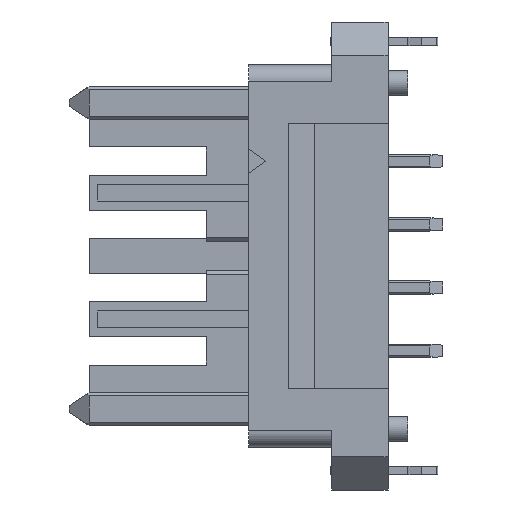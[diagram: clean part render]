
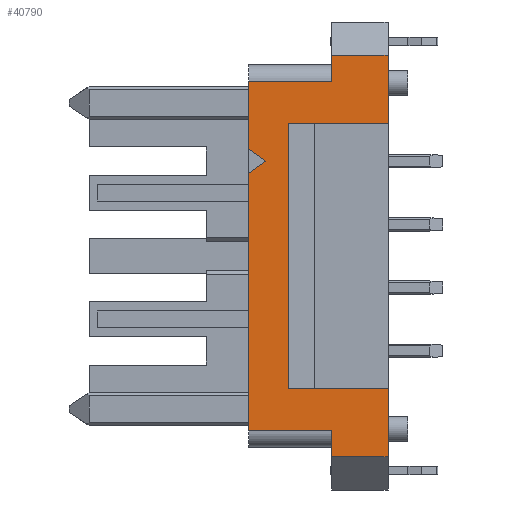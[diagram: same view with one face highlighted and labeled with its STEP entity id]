
A CAD part, left-side view. The second image highlights one B-rep face of the part: STEP entity #40790.
In plain terms, the highlighted planar face has unit normal (-1, 0, 0).
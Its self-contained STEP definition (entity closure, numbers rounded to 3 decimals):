
#5600=CARTESIAN_POINT('',(-11.523,15.631,-32.198));
#5610=VERTEX_POINT('',#5600);
#5780=CARTESIAN_POINT('',(-11.523,16.681,-31.448));
#5790=VERTEX_POINT('',#5780);
#5820=CARTESIAN_POINT('',(-11.523,23.781,-26.376));
#5830=DIRECTION('',(0.,-0.814,
-0.581));
#5840=VECTOR('',#5830,1.);
#5850=LINE('',#5820,#5840);
#5860=EDGE_CURVE('',#5790,#5610,#5850,.T.);
#6720=CARTESIAN_POINT('',(-11.523,16.681,-27.398));
#6730=VERTEX_POINT('',#6720);
#6910=CARTESIAN_POINT('',(-11.523,11.681,-27.398));
#6920=VERTEX_POINT('',#6910);
#6950=CARTESIAN_POINT('',(-11.523,23.781,-27.398));
#6960=DIRECTION('',(0.,1.,0.));
#6970=VECTOR('',#6960,1.);
#6980=LINE('',#6950,#6970);
#6990=EDGE_CURVE('',#6920,#6730,#6980,.T.);
#8580=CARTESIAN_POINT('',(-11.523,8.281,-50.003));
#8590=VERTEX_POINT('',#8580);
#8760=CARTESIAN_POINT('',(-11.523,11.681,-50.003));
#8770=VERTEX_POINT('',#8760);
#8800=CARTESIAN_POINT('',(-11.523,23.781,-50.003));
#8810=DIRECTION('',(0.,1.,0.));
#8820=VECTOR('',#8810,1.);
#8830=LINE('',#8800,#8820);
#8840=EDGE_CURVE('',#8590,#8770,#8830,.T.);
#11450=CARTESIAN_POINT('',(-11.523,8.281,-25.822
));
#11460=VERTEX_POINT('',#11450);
#12130=CARTESIAN_POINT('',(-11.523,8.281,-66.198));
#12140=DIRECTION('',(0.,0.,-1.));
#12150=VECTOR('',#12140,1.);
#12160=LINE('',#12130,#12150);
#12170=CARTESIAN_POINT('',(-11.523,8.281,-45.907
));
#12180=VERTEX_POINT('',#12170);
#12190=EDGE_CURVE('',#12180,#8590,#12160,.T.);
#12410=CARTESIAN_POINT('',(-11.523,8.281,-29.918));
#12420=VERTEX_POINT('',#12410);
#12450=CARTESIAN_POINT('',(-11.523,8.281,-66.198));
#12460=DIRECTION('',(0.,0.,-1.));
#12470=VECTOR('',#12460,1.);
#12480=LINE('',#12450,#12470);
#12490=EDGE_CURVE('',#11460,#12420,#12480,.T.);
#19700=CARTESIAN_POINT('',(-11.523,11.681,-25.822));
#19710=VERTEX_POINT('',#19700);
#19740=CARTESIAN_POINT('',(-11.523,11.681,-62.388));
#19750=DIRECTION('',(0.,0.,-1.));
#19760=VECTOR('',#19750,1.);
#19770=LINE('',#19740,#19760);
#19780=EDGE_CURVE('',#19710,#6920,#19770,.T.);
#27400=CARTESIAN_POINT('',(-11.523,16.681,-62.388));
#27410=DIRECTION('',(0.,0.,-1.));
#27420=VECTOR('',#27410,1.);
#27430=LINE('',#27400,#27420);
#27440=EDGE_CURVE('',#6730,#5790,#27430,.T.);
#27590=CARTESIAN_POINT('',(-11.523,16.681,-32.948));
#27600=VERTEX_POINT('',#27590);
#27630=CARTESIAN_POINT('',(-11.523,16.681,-48.428));
#27640=VERTEX_POINT('',#27630);
#27650=EDGE_CURVE('',#27600,#27640,#27430,.T.);
#28080=CARTESIAN_POINT('',(-11.523,23.781,-38.019));
#28090=DIRECTION('',(0.,0.814,
-0.581));
#28100=VECTOR('',#28090,1.);
#28110=LINE('',#28080,#28100);
#28120=EDGE_CURVE('',#5610,#27600,#28110,.T.);
#28230=CARTESIAN_POINT('',(-11.523,23.781,-48.428));
#28240=DIRECTION('',(0.,1.,0.));
#28250=VECTOR('',#28240,1.);
#28260=LINE('',#28230,#28250);
#28270=CARTESIAN_POINT('',(-11.523,11.681,-48.428));
#28280=VERTEX_POINT('',#28270);
#28290=EDGE_CURVE('',#28280,#27640,#28260,.T.);
#28620=CARTESIAN_POINT('',(-11.523,23.781,-25.822));
#28630=DIRECTION('',(0.,1.,0.));
#28640=VECTOR('',#28630,1.);
#28650=LINE('',#28620,#28640);
#28660=EDGE_CURVE('',#11460,#19710,#28650,.T.);
#37780=CARTESIAN_POINT('',(-11.523,14.281,-29.918));
#37790=VERTEX_POINT('',#37780);
#37940=CARTESIAN_POINT('',(-11.523,14.281,-45.907));
#37950=VERTEX_POINT('',#37940);
#37980=CARTESIAN_POINT('',(-11.523,14.281,-62.388));
#37990=DIRECTION('',(0.,0.,-1.));
#38000=VECTOR('',#37990,1.);
#38010=LINE('',#37980,#38000);
#38020=EDGE_CURVE('',#37790,#37950,#38010,.T.);
#38330=CARTESIAN_POINT('',(-11.523,23.781,-45.907));
#38340=DIRECTION('',(0.,1.,0.));
#38350=VECTOR('',#38340,1.);
#38360=LINE('',#38330,#38350);
#38370=EDGE_CURVE('',#12180,#37950,#38360,.T.);
#40000=CARTESIAN_POINT('',(-11.523,23.781,-29.918));
#40010=DIRECTION('',(0.,1.,0.));
#40020=VECTOR('',#40010,1.);
#40030=LINE('',#40000,#40020);
#40040=EDGE_CURVE('',#12420,#37790,#40030,.T.);
#40520=CARTESIAN_POINT('',(-11.523,8.281,-52.238));
#40530=DIRECTION('',(1.,0.,0.));
#40540=DIRECTION('',(0.,0.,-1.));
#40550=AXIS2_PLACEMENT_3D('',#40520,#40530,#40540);
#40560=PLANE('',#40550);
#40570=ORIENTED_EDGE('',*,*,#8840,.F.);
#40580=CARTESIAN_POINT('',(-11.523,11.681,-62.388));
#40590=DIRECTION('',(0.,0.,-1.));
#40600=VECTOR('',#40590,1.);
#40610=LINE('',#40580,#40600);
#40620=EDGE_CURVE('',#28280,#8770,#40610,.T.);
#40630=ORIENTED_EDGE('',*,*,#40620,.T.);
#40640=ORIENTED_EDGE('',*,*,#28290,.F.);
#40650=ORIENTED_EDGE('',*,*,#27650,.T.);
#40660=ORIENTED_EDGE('',*,*,#28120,.T.);
#40670=ORIENTED_EDGE('',*,*,#5860,.T.);
#40680=ORIENTED_EDGE('',*,*,#27440,.T.);
#40690=ORIENTED_EDGE('',*,*,#6990,.T.);
#40700=ORIENTED_EDGE('',*,*,#19780,.T.);
#40710=ORIENTED_EDGE('',*,*,#28660,.T.);
#40720=ORIENTED_EDGE('',*,*,#12490,.F.);
#40730=ORIENTED_EDGE('',*,*,#40040,.F.);
#40740=ORIENTED_EDGE('',*,*,#38020,.F.);
#40750=ORIENTED_EDGE('',*,*,#38370,.T.);
#40760=ORIENTED_EDGE('',*,*,#12190,.F.);
#40770=EDGE_LOOP('',(#40760,#40750,#40740,#40730,#40720,#40710,#40700,
#40690,#40680,#40670,#40660,#40650,#40640,#40630,#40570));
#40780=FACE_OUTER_BOUND('',#40770,.T.);
#40790=ADVANCED_FACE('',(#40780),#40560,.F.);
